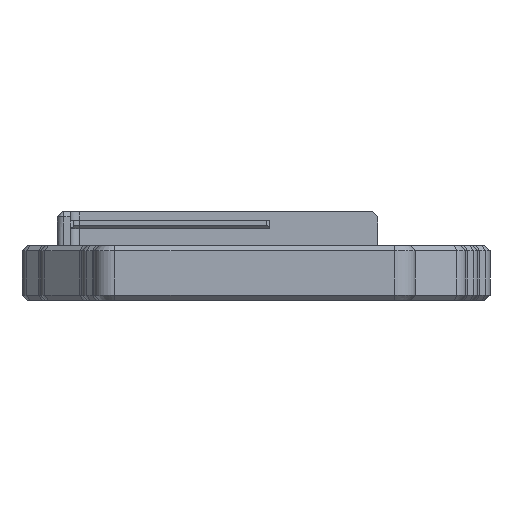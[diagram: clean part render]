
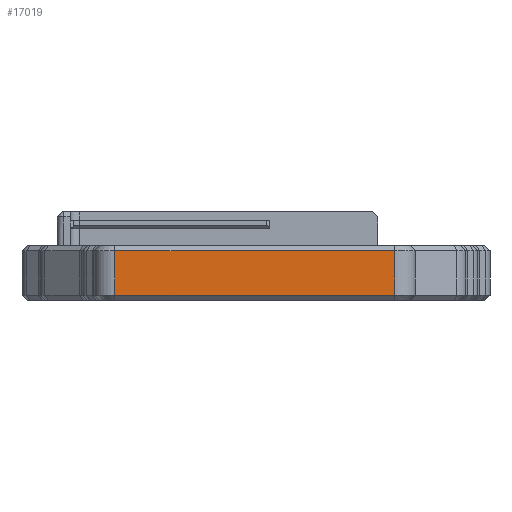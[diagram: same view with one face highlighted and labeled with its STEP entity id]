
A CAD part, left-side view. The second image highlights one B-rep face of the part: STEP entity #17019.
In plain terms, the highlighted planar face has unit normal (-1, 0, 0).
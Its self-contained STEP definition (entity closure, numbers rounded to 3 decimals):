
#305=PLANE('',#18157);
#895=FACE_OUTER_BOUND('',#1932,.T.);
#1932=EDGE_LOOP('',(#11874,#11875,#11876,#11877));
#3079=LINE('',#25723,#4801);
#3119=LINE('',#25828,#4841);
#3120=LINE('',#25832,#4842);
#3121=LINE('',#25833,#4843);
#4801=VECTOR('',#20260,10.);
#4841=VECTOR('',#20382,10.);
#4842=VECTOR('',#20387,10.);
#4843=VECTOR('',#20388,10.);
#7392=VERTEX_POINT('',#25718);
#7393=VERTEX_POINT('',#25722);
#7417=VERTEX_POINT('',#25827);
#7418=VERTEX_POINT('',#25831);
#9078=EDGE_CURVE('',#7392,#7393,#3079,.T.);
#9131=EDGE_CURVE('',#7393,#7417,#3119,.T.);
#9133=EDGE_CURVE('',#7392,#7418,#3120,.T.);
#9134=EDGE_CURVE('',#7417,#7418,#3121,.T.);
#11874=ORIENTED_EDGE('',*,*,#9078,.F.);
#11875=ORIENTED_EDGE('',*,*,#9133,.T.);
#11876=ORIENTED_EDGE('',*,*,#9134,.F.);
#11877=ORIENTED_EDGE('',*,*,#9131,.F.);
#17019=ADVANCED_FACE('',(#895),#305,.T.);
#18157=AXIS2_PLACEMENT_3D('',#25830,#20385,#20386);
#20260=DIRECTION('',(0.,1.,0.));
#20382=DIRECTION('',(0.,0.,1.));
#20385=DIRECTION('center_axis',(-1.,0.,0.));
#20386=DIRECTION('ref_axis',(0.,-1.,0.));
#20387=DIRECTION('',(0.,0.,1.));
#20388=DIRECTION('',(0.,-1.,0.));
#25718=CARTESIAN_POINT('',(-142.3,16.093,1.));
#25722=CARTESIAN_POINT('',(-142.3,69.693,1.));
#25723=CARTESIAN_POINT('',(-142.3,56.168,1.));
#25827=CARTESIAN_POINT('',(-142.3,69.693,9.5));
#25828=CARTESIAN_POINT('',(-142.3,69.693,0.));
#25830=CARTESIAN_POINT('Origin',(-142.3,69.693,0.));
#25831=CARTESIAN_POINT('',(-142.3,16.093,9.5));
#25832=CARTESIAN_POINT('',(-142.3,16.093,0.));
#25833=CARTESIAN_POINT('',(-142.3,56.168,9.5));
